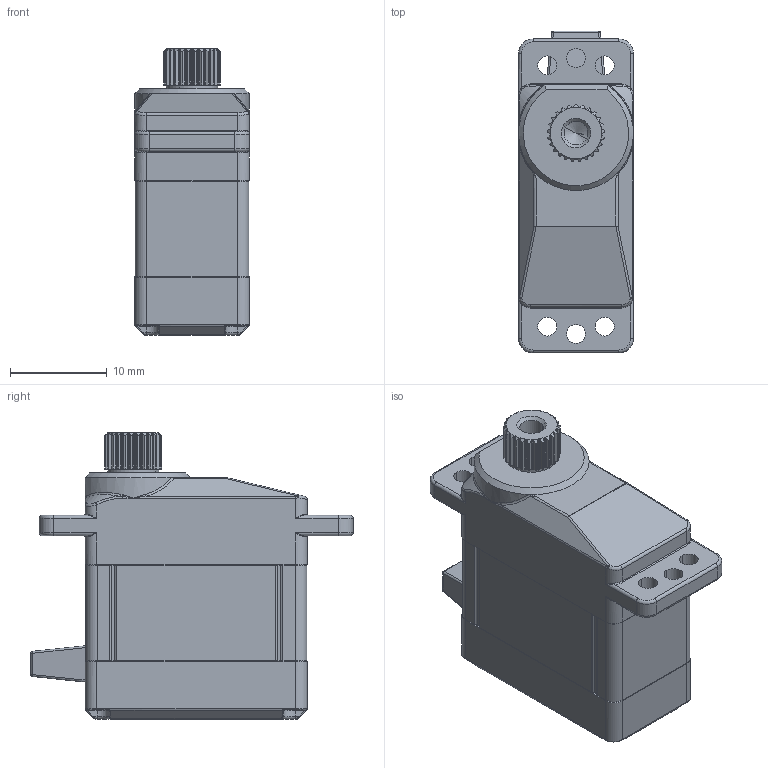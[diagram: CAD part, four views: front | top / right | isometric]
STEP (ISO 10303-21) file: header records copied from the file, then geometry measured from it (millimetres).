
FILE_DESCRIPTION(('CATIA V5 STEP Exchange'),'2;1');
FILE_NAME('TURNIGY TGY-210DMH.stp','2015-01-10T23:46:37+00:00',('none'),('none'),'CATIA Version 5 Release 20 GA (IN-10)','CATIA V5 STEP AP214','none');
FILE_SCHEMA(('AUTOMOTIVE_DESIGN { 1 0 10303 214 1 1 1 1 }'));
Length unit declared in the file: millimetre
Products named in the file (1): TURNIGY TGY-2100MH
Bounding box: 11.9 x 33.35 x 29.65 mm (x, y, z)
Volume: 6987 mm3; surface area: 2676.7 mm2
Topology: 1 solids, 1 shells, 598 faces, 1532 edges, 908 vertices
Faces by surface type: cylinder 285, plane 148, bspline 80, torus 70, sphere 8, cone 7
Entity records: 26120 total; most frequent: CARTESIAN_POINT 11300, ORIENTED_EDGE 3004, DIRECTION 1841, EDGE_CURVE 1502, AXIS2_PLACEMENT_3D 929, VERTEX_POINT 908, EDGE_LOOP 612, ADVANCED_FACE 598
